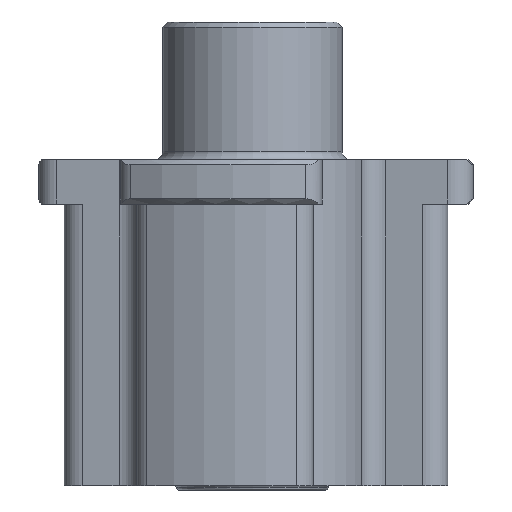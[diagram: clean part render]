
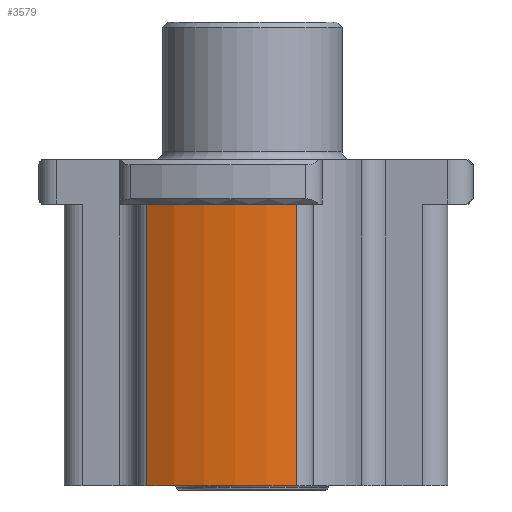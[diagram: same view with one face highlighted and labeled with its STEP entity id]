
A CAD part, left-side view. The second image highlights one B-rep face of the part: STEP entity #3579.
In plain terms, the highlighted cylindrical face has radius 11.5 mm (diameter 23 mm), a partial arc.
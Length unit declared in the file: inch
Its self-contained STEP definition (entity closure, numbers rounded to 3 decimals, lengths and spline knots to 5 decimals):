
#166=LINE('',#5567,#398);
#167=LINE('',#5571,#399);
#398=VECTOR('',#4385,0.3937);
#399=VECTOR('',#4390,0.3937);
#620=CYLINDRICAL_SURFACE('',#3868,0.45276);
#755=FACE_OUTER_BOUND('',#965,.T.);
#965=EDGE_LOOP('',(#2429,#2430,#2431,#2432));
#1200=CIRCLE('',#3858,0.45276);
#1208=CIRCLE('',#3869,0.45276);
#1464=VERTEX_POINT('',#5536);
#1465=VERTEX_POINT('',#5538);
#1477=VERTEX_POINT('',#5566);
#1478=VERTEX_POINT('',#5570);
#1839=EDGE_CURVE('',#1464,#1465,#1200,.T.);
#1853=EDGE_CURVE('',#1465,#1477,#166,.T.);
#1855=EDGE_CURVE('',#1478,#1464,#167,.T.);
#1856=EDGE_CURVE('',#1477,#1478,#1208,.T.);
#2429=ORIENTED_EDGE('',*,*,#1855,.F.);
#2430=ORIENTED_EDGE('',*,*,#1856,.F.);
#2431=ORIENTED_EDGE('',*,*,#1853,.F.);
#2432=ORIENTED_EDGE('',*,*,#1839,.F.);
#3579=ADVANCED_FACE('',(#755),#620,.T.);
#3858=AXIS2_PLACEMENT_3D('',#5539,#4360,#4361);
#3868=AXIS2_PLACEMENT_3D('',#5569,#4388,#4389);
#3869=AXIS2_PLACEMENT_3D('',#5572,#4391,#4392);
#4360=DIRECTION('center_axis',(0.,-1.,0.));
#4361=DIRECTION('ref_axis',(-0.921,0.,0.389));
#4385=DIRECTION('',(0.,1.,0.));
#4388=DIRECTION('center_axis',(0.,-1.,0.));
#4389=DIRECTION('ref_axis',(-1.,0.,0.));
#4390=DIRECTION('',(0.,-1.,0.));
#4391=DIRECTION('center_axis',(0.,1.,0.));
#4392=DIRECTION('ref_axis',(-1.,0.,0.));
#5536=CARTESIAN_POINT('',(-0.41717,-0.65185,0.17595));
#5538=CARTESIAN_POINT('',(-0.41717,-0.65185,-0.17595));
#5539=CARTESIAN_POINT('Origin',(0.,-0.65185,
0.));
#5566=CARTESIAN_POINT('',(-0.41717,0.,-0.17595));
#5567=CARTESIAN_POINT('',(-0.41717,0.,-0.17595));
#5569=CARTESIAN_POINT('Origin',(0.,0.,0.));
#5570=CARTESIAN_POINT('',(-0.41717,0.,0.17595));
#5571=CARTESIAN_POINT('',(-0.41717,-0.44685,0.17595));
#5572=CARTESIAN_POINT('Origin',(0.,0.,0.));
